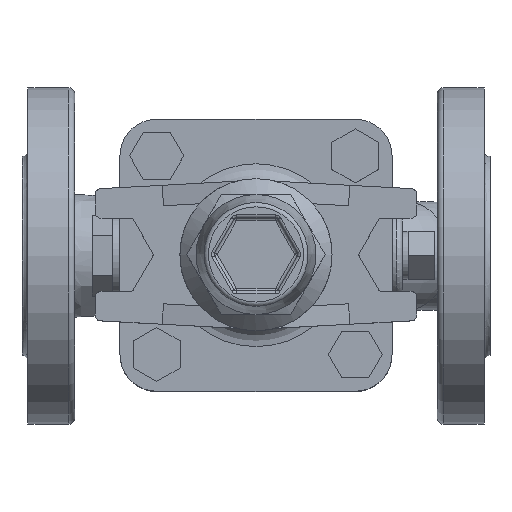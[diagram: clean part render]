
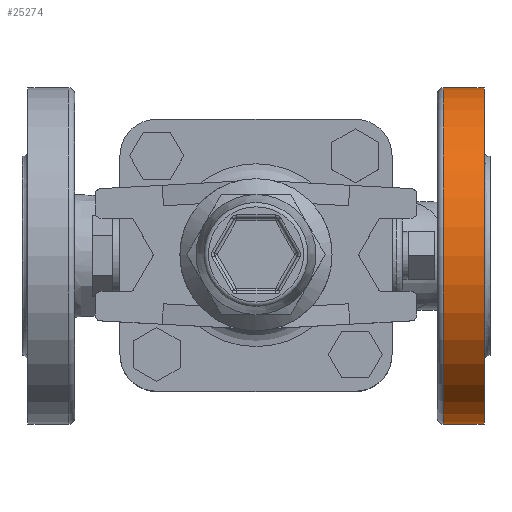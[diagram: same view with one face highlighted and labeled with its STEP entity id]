
A CAD part, top view. The second image highlights one B-rep face of the part: STEP entity #25274.
In plain terms, the highlighted cylindrical face has radius 57.5 mm (diameter 115 mm), a full revolution.
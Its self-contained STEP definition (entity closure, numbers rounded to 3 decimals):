
#25169=CARTESIAN_POINT('',(78.0,0.,-10.0));
#25170=VERTEX_POINT('',#25169);
#25171=CARTESIAN_POINT('',(78.0,0.0,47.5));
#25172=DIRECTION('',(-1.0,0.0,0.0));
#25173=DIRECTION('',(0.0,0.0,1.0));
#25174=AXIS2_PLACEMENT_3D('',#25171,#25172,#25173);
#25175=CIRCLE('',#25174,57.5);
#25176=EDGE_CURVE('',#25170,#25170,#25175,.T.);
#25255=CARTESIAN_POINT('',(80.0,0.0,47.5));
#25256=DIRECTION('',(-1.0,0.0,0.0));
#25257=DIRECTION('',(0.0,0.0,1.0));
#25258=AXIS2_PLACEMENT_3D('',#25255,#25256,#25257);
#25259=CYLINDRICAL_SURFACE('',#25258,57.5);
#25260=ORIENTED_EDGE('',*,*,#25176,.T.);
#25261=EDGE_LOOP('',(#25260));
#25262=FACE_OUTER_BOUND('',#25261,.T.);
#25263=CARTESIAN_POINT('',(64.0,0.,-10.0));
#25264=VERTEX_POINT('',#25263);
#25265=CARTESIAN_POINT('',(64.0,0.0,47.5));
#25266=DIRECTION('',(-1.0,0.0,0.0));
#25267=DIRECTION('',(0.0,0.0,1.0));
#25268=AXIS2_PLACEMENT_3D('',#25265,#25266,#25267);
#25269=CIRCLE('',#25268,57.5);
#25270=EDGE_CURVE('',#25264,#25264,#25269,.T.);
#25271=ORIENTED_EDGE('',*,*,#25270,.F.);
#25272=EDGE_LOOP('',(#25271));
#25273=FACE_BOUND('',#25272,.T.);
#25274=ADVANCED_FACE('',(#25262,#25273),#25259,.T.);
